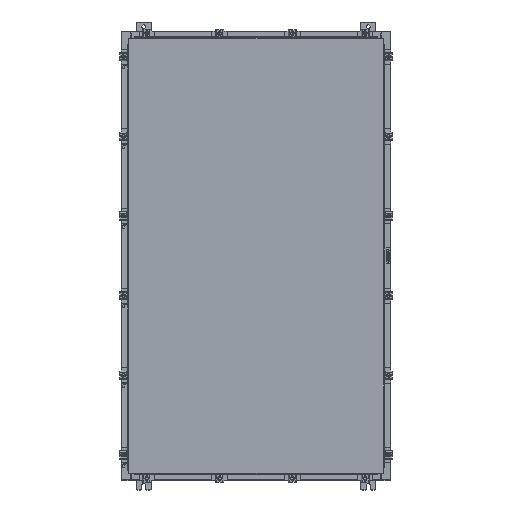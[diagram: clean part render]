
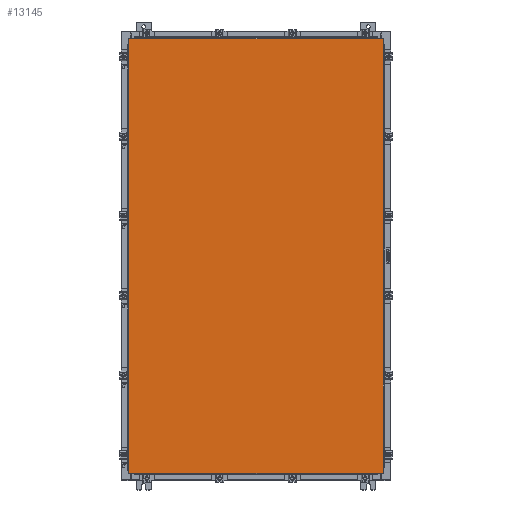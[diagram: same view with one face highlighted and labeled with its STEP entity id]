
A CAD part, top view. The second image highlights one B-rep face of the part: STEP entity #13145.
In plain terms, the highlighted planar face has unit normal (0, 0, 1).
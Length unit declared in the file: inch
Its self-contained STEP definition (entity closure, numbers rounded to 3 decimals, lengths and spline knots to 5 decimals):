
#1168 = EDGE_CURVE ( 'NONE', #27227, #13550, #26595, .T. ) ;
#3435 = CARTESIAN_POINT ( 'NONE',  ( 16.9903, 29.0063, 0. ) ) ;
#3933 = FACE_OUTER_BOUND ( 'NONE', #20800, .T. ) ;
#4019 = VERTEX_POINT ( 'NONE', #23328 ) ;
#5502 = DIRECTION ( 'NONE',  ( -1., 0., 0. ) ) ;
#5638 = CARTESIAN_POINT ( 'NONE',  ( -16.9903, -29.0063, 0. ) ) ;
#5937 = EDGE_CURVE ( 'NONE', #4019, #10199, #9052, .T. ) ;
#7573 = CARTESIAN_POINT ( 'NONE',  ( 0., 0., 0. ) ) ;
#7777 = DIRECTION ( 'NONE',  ( 1., 0., 0. ) ) ;
#8031 = VECTOR ( 'NONE', #16271, 39.37008 ) ;
#8731 = CARTESIAN_POINT ( 'NONE',  ( -16.9903, 29.0063, 0. ) ) ;
#9052 = LINE ( 'NONE', #21646, #25401 ) ;
#9631 = CARTESIAN_POINT ( 'NONE',  ( 16.9903, 29.0063, 0. ) ) ;
#9870 = VECTOR ( 'NONE', #7777, 39.37008 ) ;
#10199 = VERTEX_POINT ( 'NONE', #9631 ) ;
#10635 = AXIS2_PLACEMENT_3D ( 'NONE', #7573, #18299, #5502 ) ;
#11863 = ORIENTED_EDGE ( 'NONE', *, *, #16480, .T. ) ;
#13145 = ADVANCED_FACE ( 'NONE', ( #3933 ), #16155, .F. ) ;
#13158 = ORIENTED_EDGE ( 'NONE', *, *, #21176, .T. ) ;
#13550 = VERTEX_POINT ( 'NONE', #27312 ) ;
#15553 = LINE ( 'NONE', #5638, #9870 ) ;
#16155 = PLANE ( 'NONE',  #10635 ) ;
#16271 = DIRECTION ( 'NONE',  ( -1., 0., 0. ) ) ;
#16480 = EDGE_CURVE ( 'NONE', #10199, #27227, #25711, .T. ) ;
#18299 = DIRECTION ( 'NONE',  ( 0., 0., -1. ) ) ;
#19484 = DIRECTION ( 'NONE',  ( 0., 1., 0. ) ) ;
#20800 = EDGE_LOOP ( 'NONE', ( #13158, #23190, #11863, #22171 ) ) ;
#20913 = VECTOR ( 'NONE', #25440, 39.37008 ) ;
#21176 = EDGE_CURVE ( 'NONE', #13550, #4019, #15553, .T. ) ;
#21646 = CARTESIAN_POINT ( 'NONE',  ( 16.9903, -29.0063, 0. ) ) ;
#22171 = ORIENTED_EDGE ( 'NONE', *, *, #1168, .T. ) ;
#23190 = ORIENTED_EDGE ( 'NONE', *, *, #5937, .T. ) ;
#23328 = CARTESIAN_POINT ( 'NONE',  ( 16.9903, -29.0063, 0. ) ) ;
#25297 = CARTESIAN_POINT ( 'NONE',  ( -16.9903, 29.0063, 0. ) ) ;
#25401 = VECTOR ( 'NONE', #19484, 39.37008 ) ;
#25440 = DIRECTION ( 'NONE',  ( 0., -1., 0. ) ) ;
#25711 = LINE ( 'NONE', #3435, #8031 ) ;
#26595 = LINE ( 'NONE', #25297, #20913 ) ;
#27227 = VERTEX_POINT ( 'NONE', #8731 ) ;
#27312 = CARTESIAN_POINT ( 'NONE',  ( -16.9903, -29.0063, 0. ) ) ;
